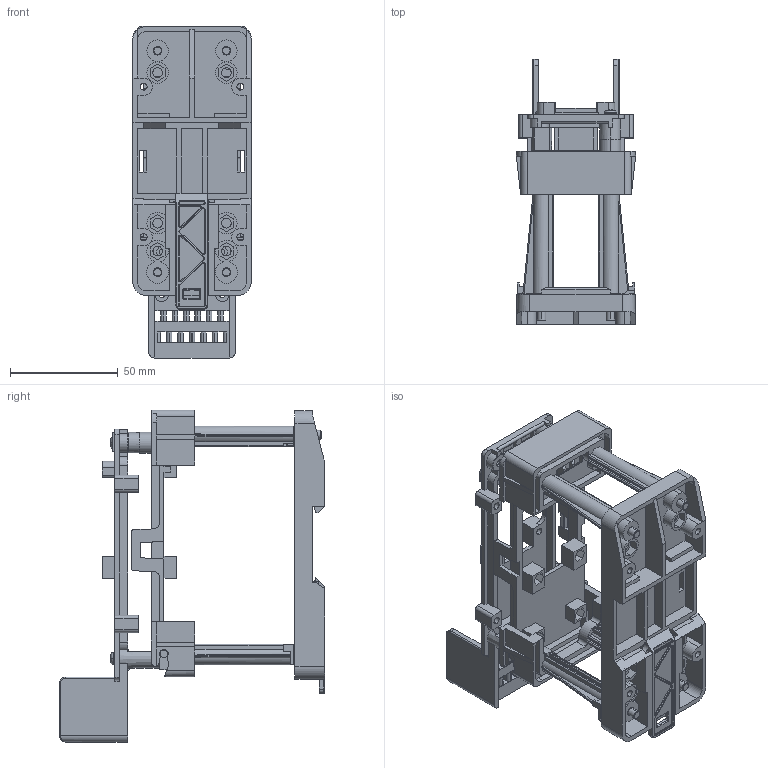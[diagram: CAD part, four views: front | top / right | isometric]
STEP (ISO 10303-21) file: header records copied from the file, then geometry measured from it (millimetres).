
FILE_DESCRIPTION((''),'2;1');
FILE_NAME('CC6B-1','2017-09-26T',('tl.yang'),(''),'PRO/ENGINEER BY PARAMETRIC TECHNOLOGY CORPORATION, 2011500','PRO/ENGINEER BY PARAMETRIC TECHNOLOGY CORPORATION, 2011500','');
FILE_SCHEMA(('CONFIG_CONTROL_DESIGN'));
Products named in the file (1): CC6B-1
Bounding box: 55.4 x 123.3 x 154.4 mm (x, y, z)
Volume: 102541.4 mm3; surface area: 97372.5 mm2
Topology: 1 solids, 6 shells, 2228 faces, 6195 edges, 4038 vertices
Faces by surface type: plane 1588, cylinder 512, torus 65, cone 33, bspline 26, sphere 4
Entity records: 77124 total; most frequent: CARTESIAN_POINT 19229, ORIENTED_EDGE 12382, DIRECTION 11511, EDGE_CURVE 6191, VECTOR 4869, LINE 4869, VERTEX_POINT 4038, AXIS2_PLACEMENT_3D 3321
